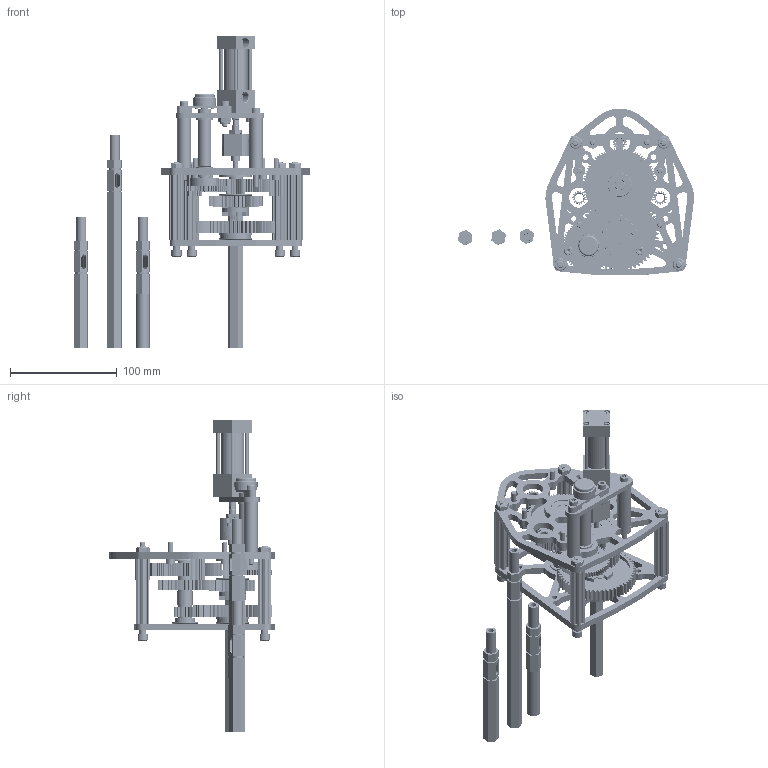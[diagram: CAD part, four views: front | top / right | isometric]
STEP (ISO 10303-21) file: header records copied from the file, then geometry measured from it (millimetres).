
FILE_DESCRIPTION (( 'STEP AP214' ), '1' );
FILE_NAME ('2 Axle 3 Motor Evo Shifter.STEP', '2017-01-06T01:51:33', ( '' ), ( '' ), 'SwSTEP 2.0', 'SolidWorks 2014', '' );
FILE_SCHEMA (( 'AUTOMOTIVE_DESIGN' ));
Length unit declared in the file: inch
Products named in the file (51): Ruland Round Collar Clamp 375 Bore; Evo 3 Motor 2 Axle Motor Plate; Evo Shifter 2 Axle Short Keyed Output Shaft; 4 Tooth Dog; 60T 32DP .250 bore Encoder Gear; .440 ID .500lg Bronze Sleeve Bearing; Evo Shifter Encoder Shaft; 2 Axle 3 Motor Evo Shifter; Evo Shifter 2 Axle Short Hex Output Shaft; 14T 20dp 375hex 375 FW_Inch - Spur gear 20DP 14T 14.5PA .568FW ---S14N3.0H2.0L0.25N; socket head cap screw_ai_HX-SHCS 0.164-32x0.75x0.75-C; 38T 20DP 375Hex 375 FW; SHCS 10-32 x 2.75_HX-SHCS 0.19-32x2.75x0.875-C; Evo Shifter 2 Axle Long Hex Output Shaft; 56T 20DP Dog Pattern Gear; 500-e-klip; Evo Shift Cylinder Rod Asm; Evo Shifter 2 Stage Plate Spacer Churro Version; 32T 20DP 4 Tooth Dog Pattern Gear; Evo Shift Cylinder Body; 85T 32DP 375 Hex Bore Gear; 1.867 Spacer; e4p-250-250 Encoder; 15T 32DP 8mm Bore Gear; Evo Shifter Encoder And Shift Plate; SHCS 10-32 x 0.75; 20T 32DP 375 Bore Encoder Gear; am-3451 Evo Shifter Shift Assembly; am-0208 Encoder Mount Pad(smart part); Evo Shifter 2 Axle AM14U3 Output Shaft; BHCS 10-32 x 0.25_SBHCSCREW 0.19-32x0.25-HX-C; 14-20x3250 shcs_92196A555; Evo Shifter 2 Axle Cluster Shaft; 14-20 NyLock thin - Mcm 90566A029_90566A029; FR8ZZ Hex Bearing; 4-40 x .500 SHCS with threads_90128A110; FR6ZZ-L Bearing; Shift Block Cap; .125t x .629ID am-1358 Nylon Spacer; FR6ZZ Bearing ...
Assembly tree (75 placements, depth 3):
  2 Axle 3 Motor Evo Shifter
    Evo 3 Motor 2 Axle Motor Plate
    Evo Shifter 2 Axle Shaft Plate Universal
    10-32x0625_shcs_HX-SHCS 0.19-32x1.375x1-C  x6
    FR6ZZ Bearing  x2
    FR6ZZ-L Bearing
    FR8ZZ Hex Bearing  x3
    Evo Shifter 2 Axle Cluster Shaft
    Evo Shifter 2 Axle AM14U3 Output Shaft
    20T 32DP 375 Bore Encoder Gear
    15T 32DP 8mm Bore Gear  x3
    85T 32DP 375 Hex Bore Gear
    32T 20DP 4 Tooth Dog Pattern Gear
    500-e-klip  x2
    56T 20DP Dog Pattern Gear
    38T 20DP 375Hex 375 FW
    14T 20dp 375hex 375 FW_Inch - Spur gear 20DP 14T 14.5PA .568FW ---S14N3.0H2.0L0.25N
    .440 ID .500lg Bronze Sleeve Bearing
    4 Tooth Dog Assem
      4 Tooth Dog
      .125 dia x 0.625 lg shoulder screw
    am-3451 Evo Shifter Shift Assembly
      Shift Shaft
      60355K503_BALL BEARING_60355K503
      Shift Block
      Shift Block Cap
      4-40 x .500 SHCS with threads_90128A110  x2
      BHCS 10-32 x 0.25_SBHCSCREW 0.19-32x0.25-HX-C
    Evo Shifter Encoder And Shift Plate
    1.867 Spacer  x2
    Evo Shift Cylinder Body
    Evo Shift Cylinder Rod Asm
    SHCS 10-32 x 2.75_HX-SHCS 0.19-32x2.75x0.875-C  x2
    socket head cap screw_ai_HX-SHCS 0.164-32x0.75x0.75-C  x2
    Evo Shifter Encoder Shaft
    60T 32DP .250 bore Encoder Gear
    Ruland Round Collar Clamp 375 Bore
    250x1000 dowel
    .125t x .443ID Nylon Spacer
    0375 x 500 Flanged Bushing  x2
    10-32 Nylock Nut
    .125t x .629ID am-1358 Nylon Spacer
    14-20 NyLock thin - Mcm 90566A029_90566A029  x4
    14-20x3250 shcs_92196A555  x4
    am-0208 Encoder Mount Pad(smart part)
    SHCS 10-32 x 0.75
    e4p-250-250 Encoder
    Evo Shifter 2 Stage Plate Spacer Churro Version  x4
    Evo Shifter 2 Axle Long Hex Output Shaft
    Evo Shifter 2 Axle Short Hex Output Shaft
    Evo Shifter 2 Axle Short Keyed Output Shaft
Bounding box: 221.18 x 156.21 x 292.6 mm (x, y, z)
Volume: 378312.1 mm3; surface area: 263234.8 mm2
Topology: 105 solids, 105 shells, 4886 faces, 12947 edges, 8368 vertices
Faces by surface type: cylinder 3207, plane 972, cone 542, bspline 79, torus 68, sphere 18
Entity records: 136797 total; most frequent: CARTESIAN_POINT 32922, DIRECTION 21487, ORIENTED_EDGE 19424, EDGE_CURVE 9712, AXIS2_PLACEMENT_3D 8780, VERTEX_POINT 6345, CIRCLE 5139, EDGE_LOOP 4011
